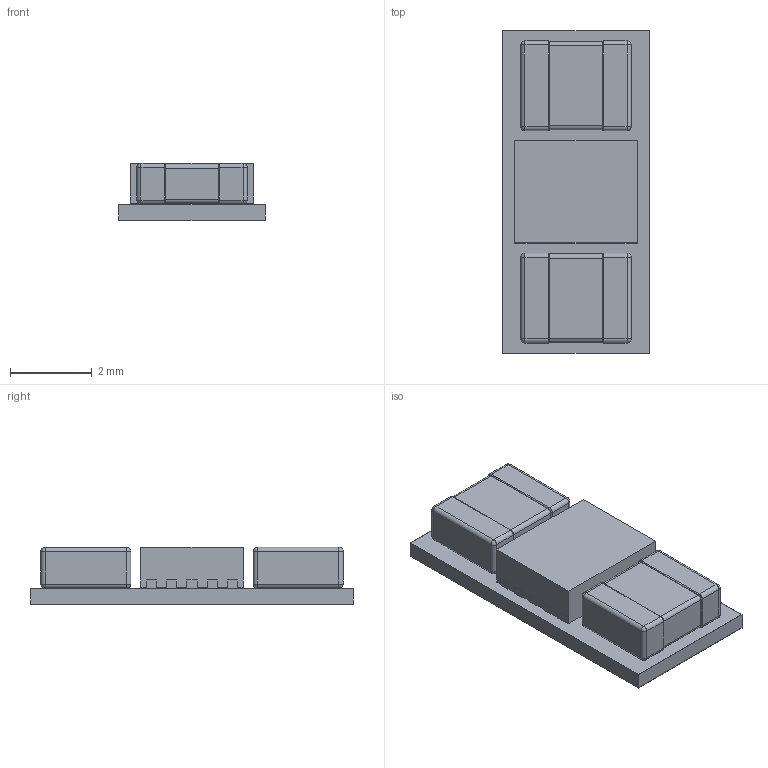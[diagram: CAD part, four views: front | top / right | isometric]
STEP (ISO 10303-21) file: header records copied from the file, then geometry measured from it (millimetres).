
FILE_DESCRIPTION((''),'2;1');
FILE_NAME('MOP0024A_ASM','2018-04-02T08:36:24',('a0412086'),(''),'CREO PARAMETRIC BY PTC INC, 2017260','CREO PARAMETRIC BY PTC INC, 2017260','');
FILE_SCHEMA(('AUTOMOTIVE_DESIGN { 1 0 10303 214 1 1 1 1 }'));
Length unit declared in the file: millimetre
Products named in the file (12): METAL-BTM; SOLDERMASK-BTM-MOP0024A; SUBSTRATE-QFM; SOLDERMASK-TOP; COMPONENT-BODY; COMP-TERMNL; COMPONENT-L2_ASM; FRAME-RNC0016A; BODY-QFN; PIN1-ID; RNC0016A_ASM; MOP0024A_ASM
Assembly tree (13 placements, depth 3):
  MOP0024A_ASM
    METAL-BTM
    SOLDERMASK-BTM-MOP0024A
    SUBSTRATE-QFM
    SOLDERMASK-TOP
    COMPONENT-L2_ASM  x2
      COMPONENT-BODY
      COMP-TERMNL
    RNC0016A_ASM
      FRAME-RNC0016A
      BODY-QFN
      PIN1-ID
Bounding box: 3.6 x 7.9 x 1.41 mm (x, y, z)
Volume: 30.3 mm3; surface area: 302.8 mm2
Topology: 27 solids, 27 shells, 410 faces, 988 edges, 632 vertices
Faces by surface type: plane 292, cylinder 86, torus 16, sphere 16
Entity records: 13519 total; most frequent: CARTESIAN_POINT 1828, DIRECTION 1760, ORIENTED_EDGE 1616, PRESENTATION_STYLE_ASSIGNMENT 848, STYLED_ITEM 831, CURVE_STYLE 808, EDGE_CURVE 808, VECTOR 712
